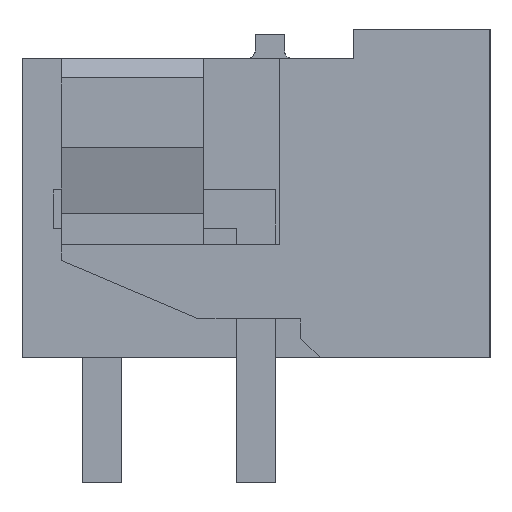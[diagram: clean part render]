
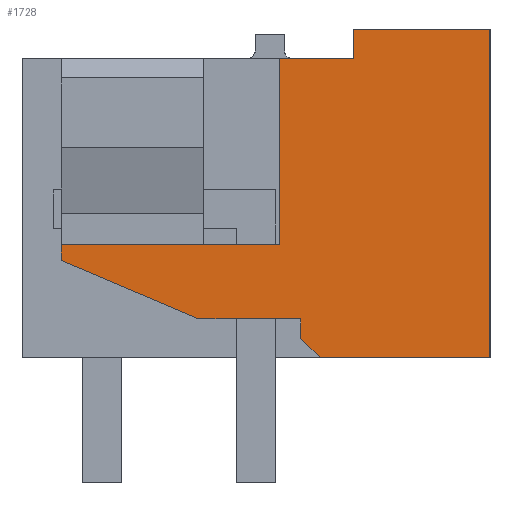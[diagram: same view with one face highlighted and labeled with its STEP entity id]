
A CAD part, left-side view. The second image highlights one B-rep face of the part: STEP entity #1728.
In plain terms, the highlighted planar face has unit normal (-1, 0, 0).
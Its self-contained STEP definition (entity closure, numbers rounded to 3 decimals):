
#1688=AXIS2_PLACEMENT_3D('Plane Axis2P3D',#1685,#1686,#1687) ;
#254=CARTESIAN_POINT('Vertex',(0.,0.,3.2)) ;
#259=CARTESIAN_POINT('Line Origine',(0.,2.177,3.2)) ;
#263=CARTESIAN_POINT('Vertex',(0.,4.354,3.2)) ;
#408=CARTESIAN_POINT('Vertex',(0.,5.4,10.88)) ;
#411=CARTESIAN_POINT('Line Origine',(0.,4.45,10.88)) ;
#415=CARTESIAN_POINT('Vertex',(0.,3.5,10.88)) ;
#930=CARTESIAN_POINT('Line Origine',(0.,11.,5.905)) ;
#934=CARTESIAN_POINT('Vertex',(0.,11.,6.11)) ;
#936=CARTESIAN_POINT('Vertex',(0.,11.,5.701)) ;
#1038=CARTESIAN_POINT('Vertex',(0.,7.465,4.203)) ;
#1041=CARTESIAN_POINT('Line Origine',(0.,9.232,4.952)) ;
#1062=CARTESIAN_POINT('Vertex',(0.,4.854,4.203)) ;
#1065=CARTESIAN_POINT('Line Origine',(0.,6.159,4.203)) ;
#1120=CARTESIAN_POINT('Vertex',(0.,4.854,3.7)) ;
#1123=CARTESIAN_POINT('Line Origine',(0.,4.854,3.951)) ;
#1140=CARTESIAN_POINT('Line Origine',(0.,4.604,3.45)) ;
#1163=CARTESIAN_POINT('Vertex',(0.,0.,11.63)) ;
#1166=CARTESIAN_POINT('Line Origine',(0.,0.,7.415)) ;
#1685=CARTESIAN_POINT('Axis2P3D Location',(0.,12.,1.7)) ;
#1690=CARTESIAN_POINT('Line Origine',(0.,1.75,11.63)) ;
#1694=CARTESIAN_POINT('Vertex',(0.,3.5,11.63)) ;
#1697=CARTESIAN_POINT('Line Origine',(0.,3.5,11.255)) ;
#1702=CARTESIAN_POINT('Line Origine',(0.,5.4,8.495)) ;
#1706=CARTESIAN_POINT('Vertex',(0.,5.4,6.11)) ;
#1709=CARTESIAN_POINT('Line Origine',(0.,8.2,6.11)) ;
#260=DIRECTION('Vector Direction',(0.,1.,0.)) ;
#412=DIRECTION('Vector Direction',(0.,1.,0.)) ;
#931=DIRECTION('Vector Direction',(0.,0.,1.)) ;
#1042=DIRECTION('Vector Direction',(0.,0.921,0.39)) ;
#1066=DIRECTION('Vector Direction',(0.,-1.,0.)) ;
#1124=DIRECTION('Vector Direction',(0.,0.,-1.)) ;
#1141=DIRECTION('Vector Direction',(0.,0.707,0.707)) ;
#1167=DIRECTION('Vector Direction',(0.,0.,-1.)) ;
#1686=DIRECTION('Axis2P3D Direction',(-1.,0.,0.)) ;
#1687=DIRECTION('Axis2P3D XDirection',(0.,-1.,0.)) ;
#1691=DIRECTION('Vector Direction',(0.,1.,0.)) ;
#1698=DIRECTION('Vector Direction',(0.,0.,1.)) ;
#1703=DIRECTION('Vector Direction',(0.,0.,-1.)) ;
#1710=DIRECTION('Vector Direction',(0.,1.,0.)) ;
#261=VECTOR('Line Direction',#260,1.) ;
#413=VECTOR('Line Direction',#412,1.) ;
#932=VECTOR('Line Direction',#931,1.) ;
#1043=VECTOR('Line Direction',#1042,1.) ;
#1067=VECTOR('Line Direction',#1066,1.) ;
#1125=VECTOR('Line Direction',#1124,1.) ;
#1142=VECTOR('Line Direction',#1141,1.) ;
#1168=VECTOR('Line Direction',#1167,1.) ;
#1692=VECTOR('Line Direction',#1691,1.) ;
#1699=VECTOR('Line Direction',#1698,1.) ;
#1704=VECTOR('Line Direction',#1703,1.) ;
#1711=VECTOR('Line Direction',#1710,1.) ;
#1715=ORIENTED_EDGE('',*,*,#1696,.T.) ;
#1716=ORIENTED_EDGE('',*,*,#1701,.T.) ;
#1717=ORIENTED_EDGE('',*,*,#417,.T.) ;
#1718=ORIENTED_EDGE('',*,*,#1708,.T.) ;
#1719=ORIENTED_EDGE('',*,*,#1713,.T.) ;
#1720=ORIENTED_EDGE('',*,*,#938,.T.) ;
#1721=ORIENTED_EDGE('',*,*,#1045,.T.) ;
#1722=ORIENTED_EDGE('',*,*,#1069,.T.) ;
#1723=ORIENTED_EDGE('',*,*,#1127,.T.) ;
#1724=ORIENTED_EDGE('',*,*,#1144,.T.) ;
#1725=ORIENTED_EDGE('',*,*,#265,.T.) ;
#1726=ORIENTED_EDGE('',*,*,#1170,.T.) ;
#1728=ADVANCED_FACE('HOUSING',(#1727),#1689,.T.) ;
#265=EDGE_CURVE('',#264,#255,#262,.F.) ;
#417=EDGE_CURVE('',#416,#409,#414,.T.) ;
#938=EDGE_CURVE('',#935,#937,#933,.F.) ;
#1045=EDGE_CURVE('',#937,#1039,#1044,.F.) ;
#1069=EDGE_CURVE('',#1039,#1063,#1068,.T.) ;
#1127=EDGE_CURVE('',#1063,#1121,#1126,.T.) ;
#1144=EDGE_CURVE('',#1121,#264,#1143,.F.) ;
#1170=EDGE_CURVE('',#255,#1164,#1169,.F.) ;
#1696=EDGE_CURVE('',#1164,#1695,#1693,.T.) ;
#1701=EDGE_CURVE('',#1695,#416,#1700,.F.) ;
#1708=EDGE_CURVE('',#409,#1707,#1705,.T.) ;
#1713=EDGE_CURVE('',#1707,#935,#1712,.T.) ;
#1714=EDGE_LOOP('',(#1715,#1716,#1717,#1718,#1719,#1720,#1721,#1722,#1723,#1724,#1725,#1726)) ;
#1727=FACE_OUTER_BOUND('',#1714,.T.) ;
#262=LINE('Line',#259,#261) ;
#414=LINE('Line',#411,#413) ;
#933=LINE('Line',#930,#932) ;
#1044=LINE('Line',#1041,#1043) ;
#1068=LINE('Line',#1065,#1067) ;
#1126=LINE('Line',#1123,#1125) ;
#1143=LINE('Line',#1140,#1142) ;
#1169=LINE('Line',#1166,#1168) ;
#1693=LINE('Line',#1690,#1692) ;
#1700=LINE('Line',#1697,#1699) ;
#1705=LINE('Line',#1702,#1704) ;
#1712=LINE('Line',#1709,#1711) ;
#1689=PLANE('',#1688) ;
#255=VERTEX_POINT('',#254) ;
#264=VERTEX_POINT('',#263) ;
#409=VERTEX_POINT('',#408) ;
#416=VERTEX_POINT('',#415) ;
#935=VERTEX_POINT('',#934) ;
#937=VERTEX_POINT('',#936) ;
#1039=VERTEX_POINT('',#1038) ;
#1063=VERTEX_POINT('',#1062) ;
#1121=VERTEX_POINT('',#1120) ;
#1164=VERTEX_POINT('',#1163) ;
#1695=VERTEX_POINT('',#1694) ;
#1707=VERTEX_POINT('',#1706) ;
